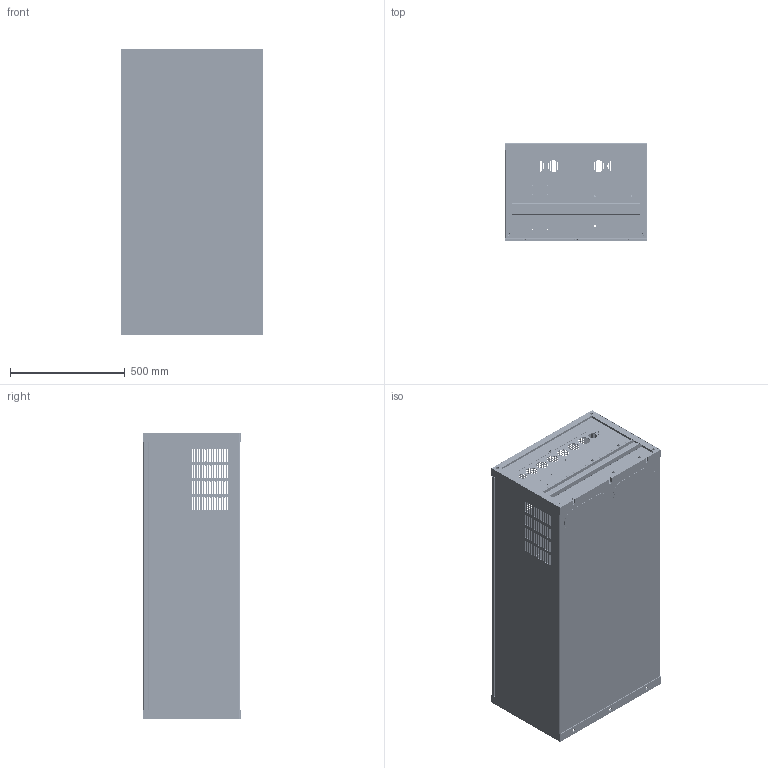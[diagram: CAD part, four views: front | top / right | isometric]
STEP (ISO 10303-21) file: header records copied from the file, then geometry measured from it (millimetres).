
FILE_DESCRIPTION (( 'STEP AP203' ), '1' );
FILE_NAME ('740_250 曷騙语痤耱栩黖1.STEP', '2023-07-24T09:01:17', ( '' ), ( '' ), 'SwSTEP 2.0', 'SolidWorks 2022', '' );
FILE_SCHEMA (( 'CONFIG_CONTROL_DESIGN' ));
Length unit declared in the file: millimetre
Products named in the file (1): 740_250 кВт_Упростить_1
Bounding box: 620 x 424 x 1250 mm (x, y, z)
Volume: 7337378.5 mm3; surface area: 7892853.2 mm2
Topology: 1 solids, 1 shells, 4328 faces, 12242 edges, 8002 vertices
Faces by surface type: cylinder 3344, plane 914, cone 64, bspline 4, torus 2
Entity records: 149947 total; most frequent: DIRECTION 27570, CARTESIAN_POINT 25242, ORIENTED_EDGE 24484, EDGE_CURVE 12242, AXIS2_PLACEMENT_3D 11106, VERTEX_POINT 8002, EDGE_LOOP 7504, CIRCLE 6781
